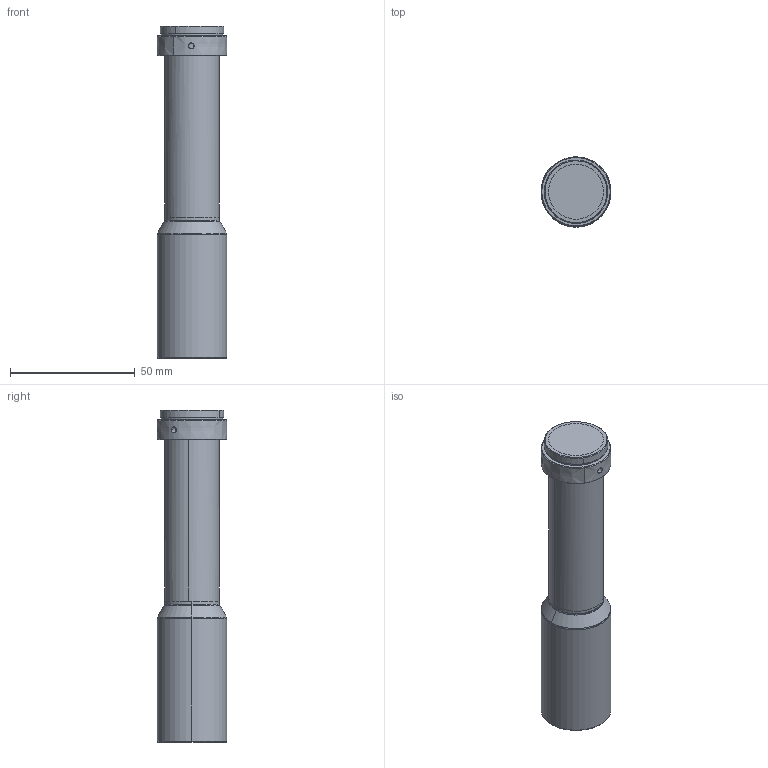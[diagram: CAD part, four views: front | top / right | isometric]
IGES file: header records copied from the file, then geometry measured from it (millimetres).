
Start section: SolidWorks IGES file using analytic representation for surfaces
Global section: file name: 2H零件3.IGS; native system: SolidWorks 2017; preprocessor: SolidWorks 2017; author: 16255; date: 230227.181627; units: millimetre
Bounding box: 28 x 28 x 133.04 mm (x, y, z)
Surface area: 11992 mm2 (no closed solid volume)
Topology: 0 solids, 0 shells, 61 faces, 856 edges, 848 vertices
Faces by surface type: revolution 47, bspline 14
